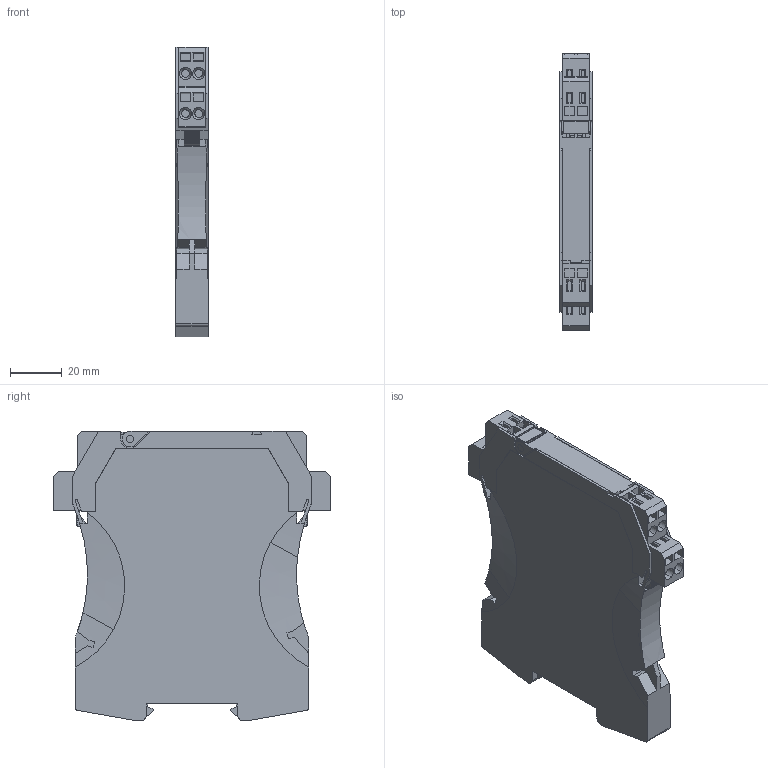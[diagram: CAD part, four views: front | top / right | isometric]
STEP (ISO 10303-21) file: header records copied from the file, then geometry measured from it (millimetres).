
FILE_DESCRIPTION(('CATIA V5 STEP Exchange','CAx-IF Rec.Pracs.--- Model Styling and Organization---1.2---2011-12-15'),'2;1');
FILE_NAME ('D1451752_0_8432250000_S3D_WTZ4_PT100_xxx.stp','2019-01-30T14:44:34+00:00',('none'),('Weidmueller'),'CATIA Version 5-6 Release 2014','CATIA V5 STEP AP214','none');
FILE_SCHEMA(('AUTOMOTIVE_DESIGN { 1 0 10303 214 1 1 1 1 }'));
Products named in the file (1): 8432280000
Bounding box: 12.5 x 106.5 x 111.5 mm (x, y, z)
Volume: 57367.6 mm3; surface area: 68386.8 mm2
Topology: 21 solids, 21 shells, 1916 faces, 5294 edges, 3450 vertices
Faces by surface type: plane 1308, cylinder 464, cone 96, torus 48
Entity records: 55613 total; most frequent: ORIENTED_EDGE 10588, CARTESIAN_POINT 10199, DIRECTION 7342, EDGE_CURVE 5294, VECTOR 3950, LINE 3950, VERTEX_POINT 3450, AXIS2_PLACEMENT_3D 2301
